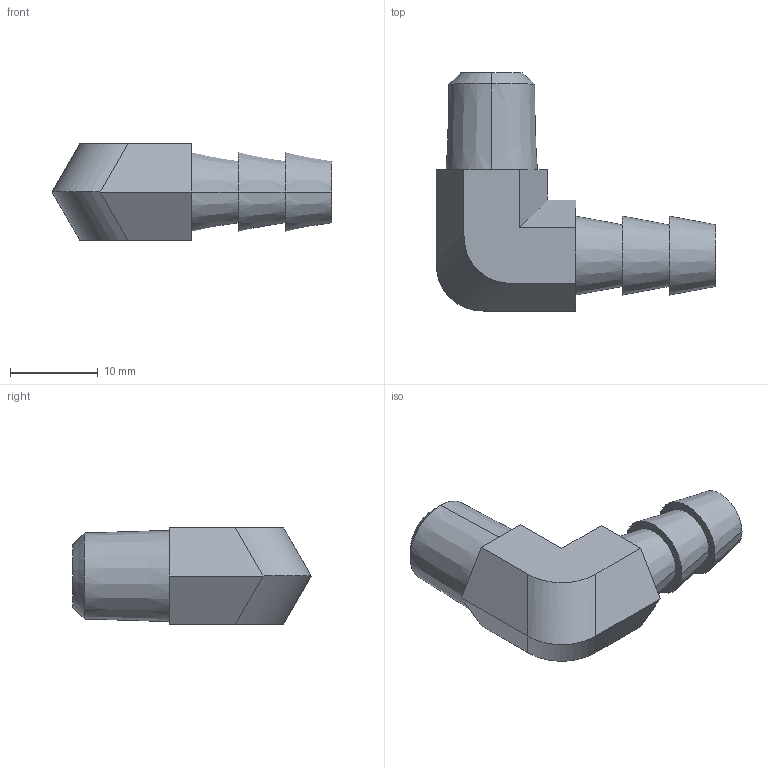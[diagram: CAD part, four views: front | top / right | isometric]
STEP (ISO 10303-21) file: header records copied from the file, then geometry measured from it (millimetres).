
FILE_DESCRIPTION (( 'STEP AP214' ), '1' );
FILE_NAME ('BAHBL-516-18N.step', '2017-08-29T20:41:25', ( '' ), ( '' ), 'SwSTEP 2.0', 'SolidWorks 2017', '' );
FILE_SCHEMA (( 'AUTOMOTIVE_DESIGN' ));
Length unit declared in the file: inch
Products named in the file (1): BAHBL-516-18N
Bounding box: 31.9 x 27.18 x 10.97 mm (x, y, z)
Volume: 2416.2 mm3; surface area: 2473.6 mm2
Topology: 1 solids, 1 shells, 39 faces, 85 edges, 55 vertices
Faces by surface type: plane 19, cone 10, cylinder 10
Entity records: 1257 total; most frequent: CARTESIAN_POINT 341, DIRECTION 188, ORIENTED_EDGE 170, EDGE_CURVE 85, AXIS2_PLACEMENT_3D 70, VERTEX_POINT 55, VECTOR 48, EDGE_LOOP 48
